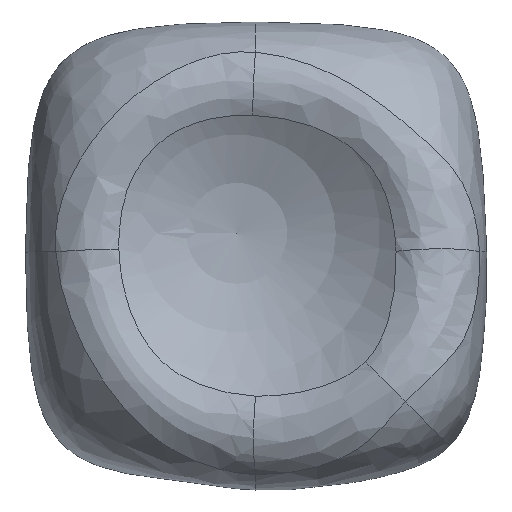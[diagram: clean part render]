
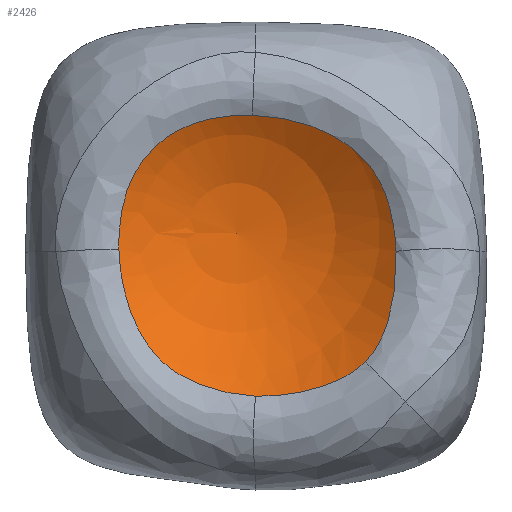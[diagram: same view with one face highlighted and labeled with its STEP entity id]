
A CAD part, top view. The second image highlights one B-rep face of the part: STEP entity #2426.
In plain terms, the highlighted spherical face has radius 9.5 mm.
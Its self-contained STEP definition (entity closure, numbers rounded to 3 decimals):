
#15=SPHERICAL_SURFACE('',#2681,9.5);
#306=FACE_OUTER_BOUND('',#460,.T.);
#460=EDGE_LOOP('',(#2154,#2155,#2156,#2157,#2158,#2159,#2160,#2161));
#665=CIRCLE('',#2682,9.5);
#780=B_SPLINE_CURVE_WITH_KNOTS('',3,(#12421,#12422,#12423,#12424),
 .UNSPECIFIED.,.F.,.F.,(4,4),(0.,0.073),.UNSPECIFIED.);
#781=B_SPLINE_CURVE_WITH_KNOTS('',3,(#12425,#12426,#12427,#12428,#12429,
#12430,#12431,#12432,#12433),.UNSPECIFIED.,.F.,.F.,(4,1,1,1,1,1,4),(0.073,
0.143,0.286,0.571,0.786,
0.857,1.),.UNSPECIFIED.);
#782=B_SPLINE_CURVE_WITH_KNOTS('',3,(#12508,#12509,#12510,#12511,#12512,
#12513,#12514,#12515,#12516,#12517,#12518,#12519),.UNSPECIFIED.,.F.,.F.,
(4,1,1,1,1,1,1,1,1,4),(0.,0.147,0.442,0.589,
0.663,0.737,0.81,0.884,
0.958,1.031),.UNSPECIFIED.);
#783=B_SPLINE_CURVE_WITH_KNOTS('',3,(#12582,#12583,#12584,#12585,#12586,
#12587,#12588,#12589,#12590,#12591),.UNSPECIFIED.,.F.,.F.,(4,1,1,1,1,1,
1,4),(0.,0.157,0.235,0.314,0.392,
0.471,0.51,0.549),.UNSPECIFIED.);
#785=B_SPLINE_CURVE_WITH_KNOTS('',3,(#12644,#12645,#12646,#12647,#12648,
#12649,#12650),.UNSPECIFIED.,.F.,.F.,(4,1,1,1,4),(0.,0.078,
0.156,0.313,0.548),.UNSPECIFIED.);
#787=B_SPLINE_CURVE_WITH_KNOTS('',3,(#12735,#12736,#12737,#12738,#12739,
#12740,#12741,#12742,#12743,#12744,#12745,#12746),.UNSPECIFIED.,.F.,.F.,
(4,1,1,1,1,1,1,1,1,4),(0.,0.037,0.075,0.15,
0.299,0.449,0.598,0.748,
0.822,1.047),.UNSPECIFIED.);
#1014=VERTEX_POINT('',#12416);
#1015=VERTEX_POINT('',#12418);
#1016=VERTEX_POINT('',#12420);
#1017=VERTEX_POINT('',#12506);
#1018=VERTEX_POINT('',#12580);
#1019=VERTEX_POINT('',#12634);
#1021=VERTEX_POINT('',#12857);
#1389=EDGE_CURVE('',#1015,#1016,#780,.T.);
#1390=EDGE_CURVE('',#1016,#1014,#781,.T.);
#1392=EDGE_CURVE('',#1014,#1017,#782,.T.);
#1394=EDGE_CURVE('',#1017,#1018,#783,.T.);
#1397=EDGE_CURVE('',#1018,#1019,#785,.T.);
#1399=EDGE_CURVE('',#1019,#1015,#787,.T.);
#1401=EDGE_CURVE('',#1021,#1016,#665,.T.);
#2154=ORIENTED_EDGE('',*,*,#1389,.F.);
#2155=ORIENTED_EDGE('',*,*,#1399,.F.);
#2156=ORIENTED_EDGE('',*,*,#1397,.F.);
#2157=ORIENTED_EDGE('',*,*,#1394,.F.);
#2158=ORIENTED_EDGE('',*,*,#1392,.F.);
#2159=ORIENTED_EDGE('',*,*,#1390,.F.);
#2160=ORIENTED_EDGE('',*,*,#1401,.F.);
#2161=ORIENTED_EDGE('',*,*,#1401,.T.);
#2426=ADVANCED_FACE('',(#306),#15,.F.);
#2681=AXIS2_PLACEMENT_3D('',#12856,#3213,#3214);
#2682=AXIS2_PLACEMENT_3D('',#12858,#3215,#3216);
#3213=DIRECTION('center_axis',(0.,0.,1.));
#3214=DIRECTION('ref_axis',(1.,0.,0.));
#3215=DIRECTION('center_axis',(0.,1.,0.));
#3216=DIRECTION('ref_axis',(-1.,0.,0.));
#12416=CARTESIAN_POINT('',(-0.105,5.191,4.646));
#12418=CARTESIAN_POINT('',(-5.191,0.104,4.647));
#12420=CARTESIAN_POINT('',(-5.185,0.707,4.622));
#12421=CARTESIAN_POINT('Ctrl Pts',(-5.191,0.104,
4.647));
#12422=CARTESIAN_POINT('Ctrl Pts',(-5.198,0.305,
4.636));
#12423=CARTESIAN_POINT('Ctrl Pts',(-5.196,0.506,
4.627));
#12424=CARTESIAN_POINT('Ctrl Pts',(-5.185,0.707,
4.622));
#12425=CARTESIAN_POINT('Ctrl Pts',(-5.185,0.707,
4.622));
#12426=CARTESIAN_POINT('Ctrl Pts',(-5.174,0.899,
4.616));
#12427=CARTESIAN_POINT('Ctrl Pts',(-5.118,1.481,4.606));
#12428=CARTESIAN_POINT('Ctrl Pts',(-4.813,2.827,4.632));
#12429=CARTESIAN_POINT('Ctrl Pts',(-3.731,4.325,4.663));
#12430=CARTESIAN_POINT('Ctrl Pts',(-2.248,4.96,4.616));
#12431=CARTESIAN_POINT('Ctrl Pts',(-1.09,5.175,4.609));
#12432=CARTESIAN_POINT('Ctrl Pts',(-0.497,5.205,
4.626));
#12433=CARTESIAN_POINT('Ctrl Pts',(-0.105,5.191,4.646));
#12506=CARTESIAN_POINT('',(5.341,0.019,5.707));
#12508=CARTESIAN_POINT('Ctrl Pts',(-0.105,5.191,4.646));
#12509=CARTESIAN_POINT('Ctrl Pts',(0.3,5.177,4.668));
#12510=CARTESIAN_POINT('Ctrl Pts',(1.507,5.047,4.773));
#12511=CARTESIAN_POINT('Ctrl Pts',(3.042,4.492,5.06));
#12512=CARTESIAN_POINT('Ctrl Pts',(4.113,3.571,5.312));
#12513=CARTESIAN_POINT('Ctrl Pts',(4.596,2.927,5.429));
#12514=CARTESIAN_POINT('Ctrl Pts',(4.88,2.39,5.494));
#12515=CARTESIAN_POINT('Ctrl Pts',(5.077,1.814,5.537));
#12516=CARTESIAN_POINT('Ctrl Pts',(5.211,1.221,5.578));
#12517=CARTESIAN_POINT('Ctrl Pts',(5.301,0.622,5.633));
#12518=CARTESIAN_POINT('Ctrl Pts',(5.336,0.22,5.683));
#12519=CARTESIAN_POINT('Ctrl Pts',(5.341,0.019,
5.707));
#12580=CARTESIAN_POINT('',(4.176,-4.178,6.477));
#12582=CARTESIAN_POINT('Ctrl Pts',(5.341,0.019,5.707));
#12583=CARTESIAN_POINT('Ctrl Pts',(5.353,-0.41,
5.757));
#12584=CARTESIAN_POINT('Ctrl Pts',(5.331,-1.052,5.857));
#12585=CARTESIAN_POINT('Ctrl Pts',(5.22,-1.89,6.034));
#12586=CARTESIAN_POINT('Ctrl Pts',(5.084,-2.508,6.18));
#12587=CARTESIAN_POINT('Ctrl Pts',(4.881,-3.108,6.321));
#12588=CARTESIAN_POINT('Ctrl Pts',(4.638,-3.584,6.416));
#12589=CARTESIAN_POINT('Ctrl Pts',(4.394,-3.937,6.466));
#12590=CARTESIAN_POINT('Ctrl Pts',(4.252,-4.101,6.477));
#12591=CARTESIAN_POINT('Ctrl Pts',(4.176,-4.178,6.477));
#12634=CARTESIAN_POINT('',(0.008,-5.488,5.834));
#12644=CARTESIAN_POINT('Ctrl Pts',(4.176,-4.178,6.477));
#12645=CARTESIAN_POINT('Ctrl Pts',(4.024,-4.33,6.478));
#12646=CARTESIAN_POINT('Ctrl Pts',(3.684,-4.597,6.444));
#12647=CARTESIAN_POINT('Ctrl Pts',(2.932,-5.003,6.312));
#12648=CARTESIAN_POINT('Ctrl Pts',(1.717,-5.388,6.063));
#12649=CARTESIAN_POINT('Ctrl Pts',(0.65,-5.501,5.908));
#12650=CARTESIAN_POINT('Ctrl Pts',(0.008,-5.488,
5.834));
#12735=CARTESIAN_POINT('Ctrl Pts',(0.008,-5.488,
5.834));
#12736=CARTESIAN_POINT('Ctrl Pts',(-0.094,-5.486,
5.822));
#12737=CARTESIAN_POINT('Ctrl Pts',(-0.298,-5.472,
5.794));
#12738=CARTESIAN_POINT('Ctrl Pts',(-0.703,-5.423,
5.737));
#12739=CARTESIAN_POINT('Ctrl Pts',(-1.404,-5.291,
5.645));
#12740=CARTESIAN_POINT('Ctrl Pts',(-2.388,-4.985,
5.548));
#12741=CARTESIAN_POINT('Ctrl Pts',(-3.449,-4.344,
5.401));
#12742=CARTESIAN_POINT('Ctrl Pts',(-4.244,-3.407,
5.168));
#12743=CARTESIAN_POINT('Ctrl Pts',(-4.685,-2.493,
4.97));
#12744=CARTESIAN_POINT('Ctrl Pts',(-5.053,-1.329,
4.768));
#12745=CARTESIAN_POINT('Ctrl Pts',(-5.17,-0.512,
4.68));
#12746=CARTESIAN_POINT('Ctrl Pts',(-5.191,0.104,
4.647));
#12856=CARTESIAN_POINT('Origin',(-0.707,0.707,13.));
#12857=CARTESIAN_POINT('',(-0.707,0.707,3.5));
#12858=CARTESIAN_POINT('Origin',(-0.707,0.707,13.));
